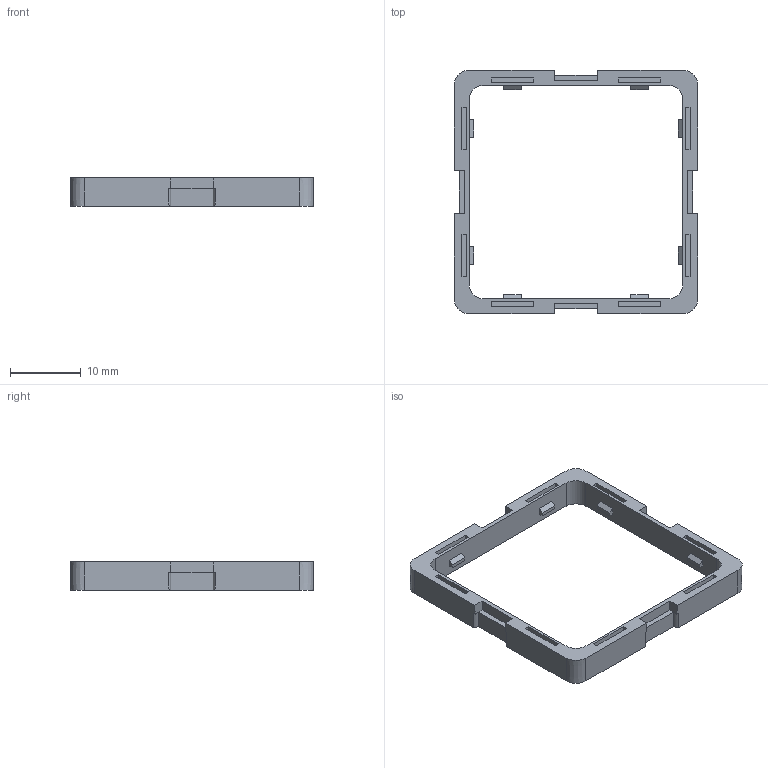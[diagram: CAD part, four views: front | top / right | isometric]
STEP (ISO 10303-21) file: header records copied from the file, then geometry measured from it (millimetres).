
FILE_DESCRIPTION((''),'2;1');
FILE_NAME('P-0360A','2019-04-22T',('Vince.Chen'),(''),'CREO PARAMETRIC BY PTC INC, 2014500','CREO PARAMETRIC BY PTC INC, 2014500','');
FILE_SCHEMA(('CONFIG_CONTROL_DESIGN'));
Length unit declared in the file: millimetre
Products named in the file (1): P-0360A
Bounding box: 34.4 x 34.4 x 4 mm (x, y, z)
Volume: 897.2 mm3; surface area: 1881.3 mm2
Topology: 1 solids, 1 shells, 138 faces, 344 edges, 224 vertices
Faces by surface type: plane 122, cylinder 12, cone 4
Entity records: 4074 total; most frequent: CARTESIAN_POINT 722, ORIENTED_EDGE 688, DIRECTION 644, EDGE_CURVE 344, VECTOR 304, LINE 304, VERTEX_POINT 224, AXIS2_PLACEMENT_3D 170
